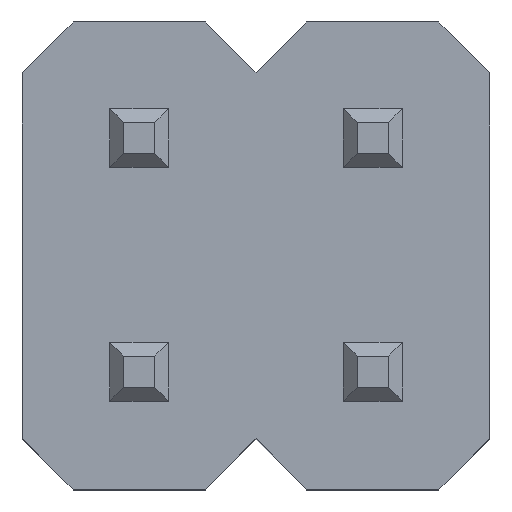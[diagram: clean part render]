
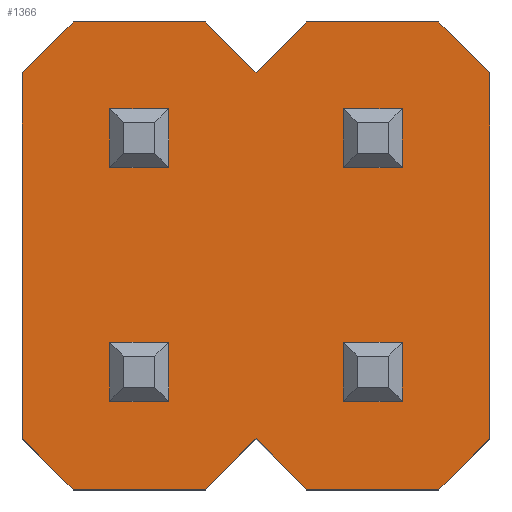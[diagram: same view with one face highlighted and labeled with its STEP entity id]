
A CAD part, top view. The second image highlights one B-rep face of the part: STEP entity #1366.
In plain terms, the highlighted planar face has unit normal (0, 0, 1).
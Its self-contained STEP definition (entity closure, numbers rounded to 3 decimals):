
#88=FACE_OUTER_BOUND('',#170,.T.);
#170=EDGE_LOOP('',(#1113,#1114,#1115,#1116,#1117,#1118,#1119,#1120,#1121,
#1122,#1123,#1124,#1125,#1126,#1127,#1128));
#305=LINE('',#2084,#489);
#328=LINE('',#2130,#512);
#330=LINE('',#2134,#514);
#331=LINE('',#2136,#515);
#332=LINE('',#2138,#516);
#333=LINE('',#2140,#517);
#334=LINE('',#2142,#518);
#335=LINE('',#2144,#519);
#336=LINE('',#2146,#520);
#337=LINE('',#2148,#521);
#338=LINE('',#2150,#522);
#339=LINE('',#2152,#523);
#340=LINE('',#2154,#524);
#341=LINE('',#2156,#525);
#342=LINE('',#2158,#526);
#343=LINE('',#2159,#527);
#489=VECTOR('',#1721,10.);
#512=VECTOR('',#1752,10.);
#514=VECTOR('',#1756,10.);
#515=VECTOR('',#1757,10.);
#516=VECTOR('',#1758,10.);
#517=VECTOR('',#1759,10.);
#518=VECTOR('',#1760,10.);
#519=VECTOR('',#1761,10.);
#520=VECTOR('',#1762,10.);
#521=VECTOR('',#1763,10.);
#522=VECTOR('',#1764,10.);
#523=VECTOR('',#1765,10.);
#524=VECTOR('',#1766,10.);
#525=VECTOR('',#1767,10.);
#526=VECTOR('',#1768,10.);
#527=VECTOR('',#1769,10.);
#625=VERTEX_POINT('',#2081);
#626=VERTEX_POINT('',#2083);
#645=VERTEX_POINT('',#2129);
#646=VERTEX_POINT('',#2133);
#647=VERTEX_POINT('',#2135);
#648=VERTEX_POINT('',#2137);
#649=VERTEX_POINT('',#2139);
#650=VERTEX_POINT('',#2141);
#651=VERTEX_POINT('',#2143);
#652=VERTEX_POINT('',#2145);
#653=VERTEX_POINT('',#2147);
#654=VERTEX_POINT('',#2149);
#655=VERTEX_POINT('',#2151);
#656=VERTEX_POINT('',#2153);
#657=VERTEX_POINT('',#2155);
#658=VERTEX_POINT('',#2157);
#785=EDGE_CURVE('',#626,#625,#305,.T.);
#808=EDGE_CURVE('',#626,#645,#328,.T.);
#810=EDGE_CURVE('',#646,#625,#330,.T.);
#811=EDGE_CURVE('',#647,#646,#331,.T.);
#812=EDGE_CURVE('',#647,#648,#332,.T.);
#813=EDGE_CURVE('',#649,#648,#333,.T.);
#814=EDGE_CURVE('',#650,#649,#334,.T.);
#815=EDGE_CURVE('',#650,#651,#335,.T.);
#816=EDGE_CURVE('',#652,#651,#336,.T.);
#817=EDGE_CURVE('',#652,#653,#337,.T.);
#818=EDGE_CURVE('',#654,#653,#338,.T.);
#819=EDGE_CURVE('',#654,#655,#339,.T.);
#820=EDGE_CURVE('',#656,#655,#340,.T.);
#821=EDGE_CURVE('',#657,#656,#341,.T.);
#822=EDGE_CURVE('',#657,#658,#342,.T.);
#823=EDGE_CURVE('',#645,#658,#343,.T.);
#1113=ORIENTED_EDGE('',*,*,#785,.T.);
#1114=ORIENTED_EDGE('',*,*,#810,.F.);
#1115=ORIENTED_EDGE('',*,*,#811,.F.);
#1116=ORIENTED_EDGE('',*,*,#812,.T.);
#1117=ORIENTED_EDGE('',*,*,#813,.F.);
#1118=ORIENTED_EDGE('',*,*,#814,.F.);
#1119=ORIENTED_EDGE('',*,*,#815,.T.);
#1120=ORIENTED_EDGE('',*,*,#816,.F.);
#1121=ORIENTED_EDGE('',*,*,#817,.T.);
#1122=ORIENTED_EDGE('',*,*,#818,.F.);
#1123=ORIENTED_EDGE('',*,*,#819,.T.);
#1124=ORIENTED_EDGE('',*,*,#820,.F.);
#1125=ORIENTED_EDGE('',*,*,#821,.F.);
#1126=ORIENTED_EDGE('',*,*,#822,.T.);
#1127=ORIENTED_EDGE('',*,*,#823,.F.);
#1128=ORIENTED_EDGE('',*,*,#808,.F.);
#1284=PLANE('',#1467);
#1366=ADVANCED_FACE('',(#88),#1284,.T.);
#1467=AXIS2_PLACEMENT_3D('',#2132,#1754,#1755);
#1721=DIRECTION('',(0.,1.,0.));
#1752=DIRECTION('',(-0.707,0.707,0.));
#1754=DIRECTION('center_axis',(0.,0.,
1.));
#1755=DIRECTION('ref_axis',(1.,0.,0.));
#1756=DIRECTION('',(0.707,0.707,0.));
#1757=DIRECTION('',(0.707,-0.707,0.));
#1758=DIRECTION('',(-1.,0.,0.));
#1759=DIRECTION('',(0.707,0.707,0.));
#1760=DIRECTION('',(0.707,-0.707,0.));
#1761=DIRECTION('',(-1.,0.,0.));
#1762=DIRECTION('',(0.707,0.707,0.));
#1763=DIRECTION('',(0.,-1.,0.));
#1764=DIRECTION('',(-0.707,0.707,0.));
#1765=DIRECTION('',(1.,0.,0.));
#1766=DIRECTION('',(-0.707,-0.707,0.));
#1767=DIRECTION('',(-0.707,0.707,0.));
#1768=DIRECTION('',(1.,0.,0.));
#1769=DIRECTION('',(-0.707,-0.707,0.));
#2081=CARTESIAN_POINT('',(2.54,1.987,2.59));
#2083=CARTESIAN_POINT('',(2.54,-1.987,2.59));
#2084=CARTESIAN_POINT('',(2.54,-0.373,2.59));
#2129=CARTESIAN_POINT('',(2.54,-1.987,2.59));
#2130=CARTESIAN_POINT('',(2.816,-2.264,2.59));
#2132=CARTESIAN_POINT('Origin',(16.51,-1.27,2.59));
#2133=CARTESIAN_POINT('',(2.54,1.987,2.59));
#2134=CARTESIAN_POINT('',(2.816,2.264,2.59));
#2135=CARTESIAN_POINT('',(1.987,2.54,2.59));
#2136=CARTESIAN_POINT('',(2.264,2.264,2.59));
#2137=CARTESIAN_POINT('',(0.553,2.54,2.59));
#2138=CARTESIAN_POINT('',(2.54,2.54,2.59));
#2139=CARTESIAN_POINT('',(0.,1.987,2.59));
#2140=CARTESIAN_POINT('',(0.276,2.264,2.59));
#2141=CARTESIAN_POINT('',(-0.553,2.54,2.59));
#2142=CARTESIAN_POINT('',(-0.276,2.264,2.59));
#2143=CARTESIAN_POINT('',(-1.987,2.54,2.59));
#2144=CARTESIAN_POINT('',(0.,2.54,2.59));
#2145=CARTESIAN_POINT('',(-2.54,1.987,2.59));
#2146=CARTESIAN_POINT('',(-2.264,2.264,2.59));
#2147=CARTESIAN_POINT('',(-2.54,-1.987,2.59));
#2148=CARTESIAN_POINT('',(-2.54,0.,2.59));
#2149=CARTESIAN_POINT('',(-1.987,-2.54,2.59));
#2150=CARTESIAN_POINT('',(-2.264,-2.264,2.59));
#2151=CARTESIAN_POINT('',(-0.553,-2.54,2.59));
#2152=CARTESIAN_POINT('',(-2.54,-2.54,2.59));
#2153=CARTESIAN_POINT('',(0.,-1.987,2.59));
#2154=CARTESIAN_POINT('',(-0.276,-2.264,2.59));
#2155=CARTESIAN_POINT('',(0.553,-2.54,2.59));
#2156=CARTESIAN_POINT('',(0.276,-2.264,2.59));
#2157=CARTESIAN_POINT('',(1.987,-2.54,2.59));
#2158=CARTESIAN_POINT('',(0.,-2.54,2.59));
#2159=CARTESIAN_POINT('',(2.264,-2.264,2.59));
